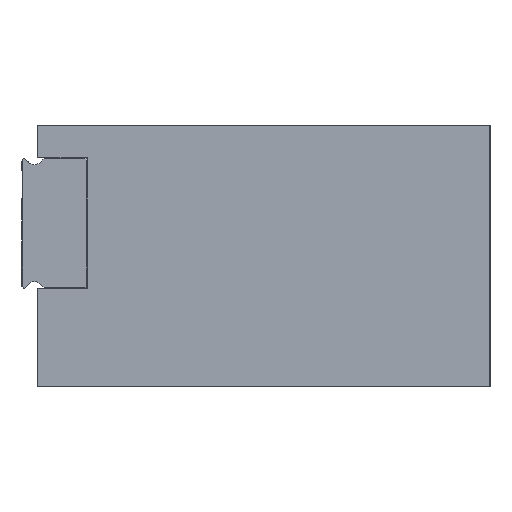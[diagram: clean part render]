
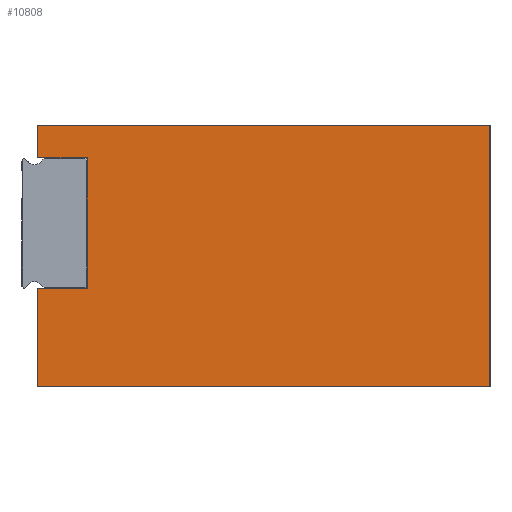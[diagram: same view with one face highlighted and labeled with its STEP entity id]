
A CAD part, left-side view. The second image highlights one B-rep face of the part: STEP entity #10808.
In plain terms, the highlighted planar face has unit normal (-1, 0, 0).
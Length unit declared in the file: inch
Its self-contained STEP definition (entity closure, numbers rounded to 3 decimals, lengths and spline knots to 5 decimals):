
#316 = EDGE_CURVE ( 'NONE', #2088, #15251, #3671, .T. ) ;
#357 = VECTOR ( 'NONE', #8231, 39.37008 ) ;
#477 = VERTEX_POINT ( 'NONE', #8496 ) ;
#479 = DIRECTION ( 'NONE',  ( 0., 0., -1. ) ) ;
#603 = DIRECTION ( 'NONE',  ( 0., 0., -1. ) ) ;
#1512 = VECTOR ( 'NONE', #10064, 39.37008 ) ;
#1533 = EDGE_CURVE ( 'NONE', #477, #13537, #13265, .T. ) ;
#2088 = VERTEX_POINT ( 'NONE', #9587 ) ;
#2330 = DIRECTION ( 'NONE',  ( 0., -1., 0. ) ) ;
#2509 = VERTEX_POINT ( 'NONE', #3351 ) ;
#3031 = EDGE_LOOP ( 'NONE', ( #12740, #8444, #6666, #7816, #13893, #6094, #4011, #10603 ) ) ;
#3351 = CARTESIAN_POINT ( 'NONE',  ( 0., 1.73, 0.375 ) ) ;
#3481 = CARTESIAN_POINT ( 'NONE',  ( 0., 0., 0. ) ) ;
#3671 = LINE ( 'NONE', #5154, #6810 ) ;
#3841 = VECTOR ( 'NONE', #14746, 39.37008 ) ;
#4011 = ORIENTED_EDGE ( 'NONE', *, *, #316, .T. ) ;
#4085 = DIRECTION ( 'NONE',  ( 0., -1., 0. ) ) ;
#4164 = CARTESIAN_POINT ( 'NONE',  ( 0., 1.54, 0.876 ) ) ;
#4487 = VECTOR ( 'NONE', #2330, 39.37008 ) ;
#5154 = CARTESIAN_POINT ( 'NONE',  ( 0., 1.73, 1. ) ) ;
#5196 = CARTESIAN_POINT ( 'NONE',  ( 0., 0., 1. ) ) ;
#5343 = DIRECTION ( 'NONE',  ( 0., 1., 0. ) ) ;
#5403 = VECTOR ( 'NONE', #5343, 39.37008 ) ;
#5426 = VERTEX_POINT ( 'NONE', #9428 ) ;
#5474 = CARTESIAN_POINT ( 'NONE',  ( 0., 0., 1. ) ) ;
#6094 = ORIENTED_EDGE ( 'NONE', *, *, #7582, .F. ) ;
#6374 = CARTESIAN_POINT ( 'NONE',  ( 0., 1.73, 0.876 ) ) ;
#6485 = CARTESIAN_POINT ( 'NONE',  ( 0., 1.54, 0.375 ) ) ;
#6532 = VERTEX_POINT ( 'NONE', #5474 ) ;
#6650 = LINE ( 'NONE', #15295, #357 ) ;
#6666 = ORIENTED_EDGE ( 'NONE', *, *, #8365, .T. ) ;
#6810 = VECTOR ( 'NONE', #13437, 39.37008 ) ;
#7581 = DIRECTION ( 'NONE',  ( 1., 0., 0. ) ) ;
#7582 = EDGE_CURVE ( 'NONE', #2088, #6532, #7779, .T. ) ;
#7779 = LINE ( 'NONE', #9998, #10567 ) ;
#7788 = LINE ( 'NONE', #13574, #1512 ) ;
#7816 = ORIENTED_EDGE ( 'NONE', *, *, #10194, .T. ) ;
#8231 = DIRECTION ( 'NONE',  ( 0., 0., -1. ) ) ;
#8336 = FACE_OUTER_BOUND ( 'NONE', #3031, .T. ) ;
#8365 = EDGE_CURVE ( 'NONE', #2509, #5426, #6650, .T. ) ;
#8444 = ORIENTED_EDGE ( 'NONE', *, *, #14710, .T. ) ;
#8496 = CARTESIAN_POINT ( 'NONE',  ( 0., 1.54, 0.375 ) ) ;
#8950 = LINE ( 'NONE', #4164, #5403 ) ;
#9428 = CARTESIAN_POINT ( 'NONE',  ( 0., 1.73, 0. ) ) ;
#9587 = CARTESIAN_POINT ( 'NONE',  ( 0., 1.73, 1. ) ) ;
#9637 = EDGE_CURVE ( 'NONE', #6532, #14797, #10818, .T. ) ;
#9998 = CARTESIAN_POINT ( 'NONE',  ( 0., 0., 1. ) ) ;
#10064 = DIRECTION ( 'NONE',  ( 0., 1., 0. ) ) ;
#10099 = CARTESIAN_POINT ( 'NONE',  ( 0., 0., 1. ) ) ;
#10194 = EDGE_CURVE ( 'NONE', #5426, #14797, #10833, .T. ) ;
#10567 = VECTOR ( 'NONE', #4085, 39.37008 ) ;
#10603 = ORIENTED_EDGE ( 'NONE', *, *, #14296, .F. ) ;
#10808 = ADVANCED_FACE ( 'NONE', ( #8336 ), #14654, .F. ) ;
#10818 = LINE ( 'NONE', #10099, #14293 ) ;
#10833 = LINE ( 'NONE', #3481, #4487 ) ;
#11291 = CARTESIAN_POINT ( 'NONE',  ( 0., 0., 0. ) ) ;
#11360 = AXIS2_PLACEMENT_3D ( 'NONE', #5196, #7581, #479 ) ;
#12740 = ORIENTED_EDGE ( 'NONE', *, *, #1533, .F. ) ;
#12751 = CARTESIAN_POINT ( 'NONE',  ( 0., 1.54, 0.876 ) ) ;
#13265 = LINE ( 'NONE', #6485, #3841 ) ;
#13437 = DIRECTION ( 'NONE',  ( 0., 0., -1. ) ) ;
#13537 = VERTEX_POINT ( 'NONE', #12751 ) ;
#13574 = CARTESIAN_POINT ( 'NONE',  ( 0., 1.54, 0.375 ) ) ;
#13893 = ORIENTED_EDGE ( 'NONE', *, *, #9637, .F. ) ;
#14293 = VECTOR ( 'NONE', #603, 39.37008 ) ;
#14296 = EDGE_CURVE ( 'NONE', #13537, #15251, #8950, .T. ) ;
#14654 = PLANE ( 'NONE',  #11360 ) ;
#14710 = EDGE_CURVE ( 'NONE', #477, #2509, #7788, .T. ) ;
#14746 = DIRECTION ( 'NONE',  ( 0., 0., 1. ) ) ;
#14797 = VERTEX_POINT ( 'NONE', #11291 ) ;
#15251 = VERTEX_POINT ( 'NONE', #6374 ) ;
#15295 = CARTESIAN_POINT ( 'NONE',  ( 0., 1.73, 1. ) ) ;
